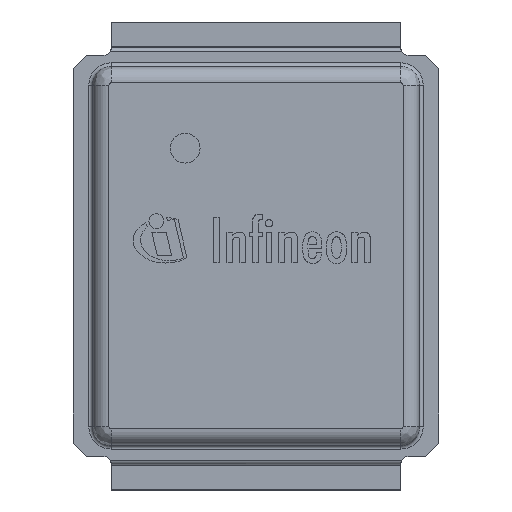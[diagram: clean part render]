
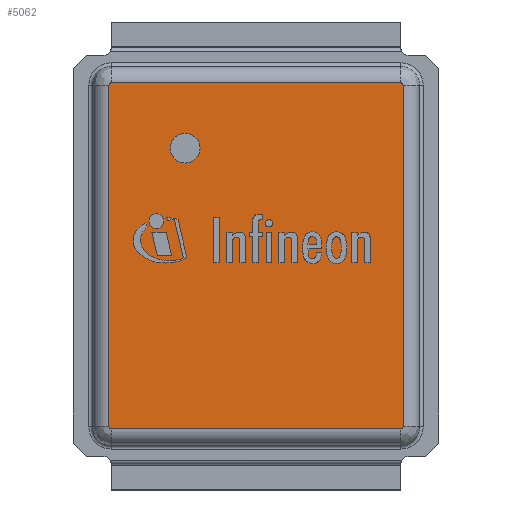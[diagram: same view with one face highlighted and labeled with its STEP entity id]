
A CAD part, top view. The second image highlights one B-rep face of the part: STEP entity #5062.
In plain terms, the highlighted planar face has unit normal (0, 0, 1).
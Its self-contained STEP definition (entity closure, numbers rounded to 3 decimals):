
#71=FACE_BOUND('',#580,.T.);
#109=PLANE('',#5429);
#271=FACE_OUTER_BOUND('',#579,.T.);
#579=EDGE_LOOP('',(#3522,#3523,#3524,#3525,#3526,#3527,#3528,#3529));
#580=EDGE_LOOP('',(#3530));
#916=LINE('',#7959,#1359);
#919=LINE('',#7966,#1362);
#920=LINE('',#7995,#1363);
#921=LINE('',#7999,#1364);
#1359=VECTOR('',#6161,1.);
#1362=VECTOR('',#6168,1.);
#1363=VECTOR('',#6183,1.);
#1364=VECTOR('',#6188,1.);
#1736=CIRCLE('',#5347,0.2);
#1767=CIRCLE('',#5410,0.029);
#1773=CIRCLE('',#5418,0.029);
#1776=CIRCLE('',#5421,0.029);
#1779=CIRCLE('',#5426,0.029);
#2044=VERTEX_POINT('',#7615);
#2120=VERTEX_POINT('',#7949);
#2121=VERTEX_POINT('',#7951);
#2123=VERTEX_POINT('',#7957);
#2124=VERTEX_POINT('',#7962);
#2126=VERTEX_POINT('',#7976);
#2127=VERTEX_POINT('',#7988);
#2128=VERTEX_POINT('',#7993);
#2129=VERTEX_POINT('',#7997);
#2548=EDGE_CURVE('',#2044,#2044,#1736,.T.);
#2657=EDGE_CURVE('',#2120,#2121,#1767,.T.);
#2661=EDGE_CURVE('',#2123,#2120,#916,.T.);
#2665=EDGE_CURVE('',#2121,#2124,#919,.T.);
#2667=EDGE_CURVE('',#2126,#2123,#1773,.T.);
#2670=EDGE_CURVE('',#2124,#2127,#1776,.T.);
#2672=EDGE_CURVE('',#2128,#2126,#920,.T.);
#2674=EDGE_CURVE('',#2127,#2129,#921,.T.);
#2675=EDGE_CURVE('',#2129,#2128,#1779,.T.);
#3522=ORIENTED_EDGE('',*,*,#2657,.F.);
#3523=ORIENTED_EDGE('',*,*,#2661,.F.);
#3524=ORIENTED_EDGE('',*,*,#2667,.F.);
#3525=ORIENTED_EDGE('',*,*,#2672,.F.);
#3526=ORIENTED_EDGE('',*,*,#2675,.F.);
#3527=ORIENTED_EDGE('',*,*,#2674,.F.);
#3528=ORIENTED_EDGE('',*,*,#2670,.F.);
#3529=ORIENTED_EDGE('',*,*,#2665,.F.);
#3530=ORIENTED_EDGE('',*,*,#2548,.T.);
#5062=ADVANCED_FACE('',(#271,#71),#109,.F.);
#5347=AXIS2_PLACEMENT_3D('',#7617,#5959,#5960);
#5410=AXIS2_PLACEMENT_3D('',#7952,#6151,#6152);
#5418=AXIS2_PLACEMENT_3D('',#7978,#6171,#6172);
#5421=AXIS2_PLACEMENT_3D('',#7991,#6177,#6178);
#5426=AXIS2_PLACEMENT_3D('',#8009,#6189,#6190);
#5429=AXIS2_PLACEMENT_3D('',#8014,#6197,#6198);
#5959=DIRECTION('center_axis',(0.,0.,-1.));
#5960=DIRECTION('ref_axis',(-1.,0.,0.));
#6151=DIRECTION('center_axis',(0.,0.,-1.));
#6152=DIRECTION('ref_axis',(-0.707,0.707,0.));
#6161=DIRECTION('',(0.,1.,0.));
#6168=DIRECTION('',(1.,0.,0.));
#6171=DIRECTION('center_axis',(0.,0.,-1.));
#6172=DIRECTION('ref_axis',(-0.707,-0.707,0.));
#6177=DIRECTION('center_axis',(0.,0.,-1.));
#6178=DIRECTION('ref_axis',(0.707,0.707,0.));
#6183=DIRECTION('',(-1.,0.,0.));
#6188=DIRECTION('',(0.,-1.,0.));
#6189=DIRECTION('center_axis',(0.,0.,-1.));
#6190=DIRECTION('ref_axis',(0.707,-0.707,0.));
#6197=DIRECTION('center_axis',(0.,0.,-1.));
#6198=DIRECTION('ref_axis',(-1.,0.,0.));
#7615=CARTESIAN_POINT('',(-0.752,1.45,0.696));
#7617=CARTESIAN_POINT('Origin',(-0.952,1.45,0.696));
#7949=CARTESIAN_POINT('',(-1.979,2.3,0.696));
#7951=CARTESIAN_POINT('',(-1.95,2.329,0.696));
#7952=CARTESIAN_POINT('Origin',(-1.95,2.3,0.696));
#7957=CARTESIAN_POINT('',(-1.979,-2.3,0.696));
#7959=CARTESIAN_POINT('',(-1.979,1.275,0.696));
#7962=CARTESIAN_POINT('',(1.95,2.329,0.696));
#7966=CARTESIAN_POINT('',(1.1,2.329,0.696));
#7976=CARTESIAN_POINT('',(-1.95,-2.329,0.696));
#7978=CARTESIAN_POINT('Origin',(-1.95,-2.3,0.696));
#7988=CARTESIAN_POINT('',(1.979,2.3,0.696));
#7991=CARTESIAN_POINT('Origin',(1.95,2.3,0.696));
#7993=CARTESIAN_POINT('',(1.95,-2.329,0.696));
#7995=CARTESIAN_POINT('',(-1.1,-2.329,0.696));
#7997=CARTESIAN_POINT('',(1.979,-2.3,0.696));
#7999=CARTESIAN_POINT('',(1.979,-1.275,0.696));
#8009=CARTESIAN_POINT('Origin',(1.95,-2.3,0.696));
#8014=CARTESIAN_POINT('Origin',(0.,0.,
0.696));
